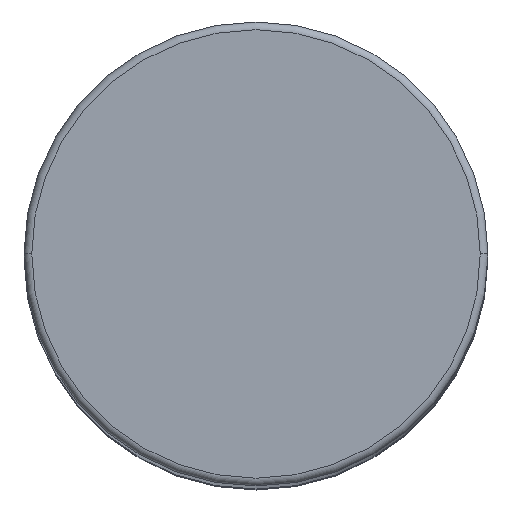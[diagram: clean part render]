
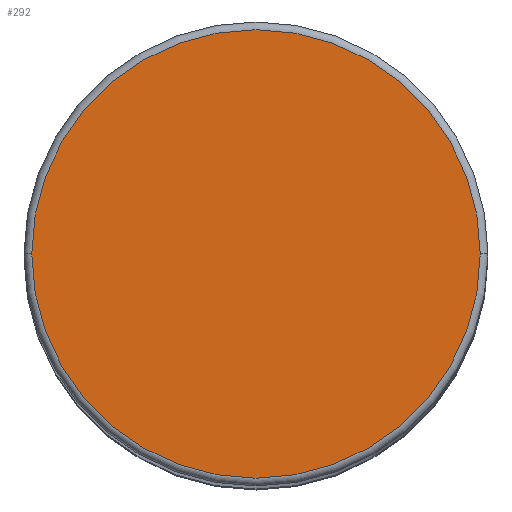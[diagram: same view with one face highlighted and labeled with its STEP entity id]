
A CAD part, top view. The second image highlights one B-rep face of the part: STEP entity #292.
In plain terms, the highlighted planar face has unit normal (0, 0, 1).
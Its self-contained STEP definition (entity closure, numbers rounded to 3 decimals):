
#92=CARTESIAN_POINT('',(0.,0.,40.));
#93=DIRECTION('',(0.,0.,1.));
#94=DIRECTION('',(1.,0.,0.));
#95=AXIS2_PLACEMENT_3D('',#92,#93,#94);
#97=CARTESIAN_POINT('',(0.,0.,40.));
#98=DIRECTION('',(0.,0.,1.));
#99=DIRECTION('',(-1.,0.,0.));
#100=AXIS2_PLACEMENT_3D('',#97,#98,#99);
#254=CARTESIAN_POINT('',(5.8,0.,40.));
#255=CARTESIAN_POINT('',(-5.8,0.,40.));
#256=VERTEX_POINT('',#254);
#257=VERTEX_POINT('',#255);
#281=CARTESIAN_POINT('',(0.,0.,40.));
#282=DIRECTION('',(0.,0.,1.));
#283=DIRECTION('',(1.,0.,0.));
#284=AXIS2_PLACEMENT_3D('',#281,#282,#283);
#285=PLANE('',#284);
#287=ORIENTED_EDGE('',*,*,#286,.F.);
#289=ORIENTED_EDGE('',*,*,#288,.F.);
#290=EDGE_LOOP('',(#287,#289));
#291=FACE_OUTER_BOUND('',#290,.F.);
#292=ADVANCED_FACE('',(#291),#285,.T.);
#96=CIRCLE('',#95,5.8);
#101=CIRCLE('',#100,5.8);
#286=EDGE_CURVE('',#256,#257,#96,.T.);
#288=EDGE_CURVE('',#257,#256,#101,.T.);
